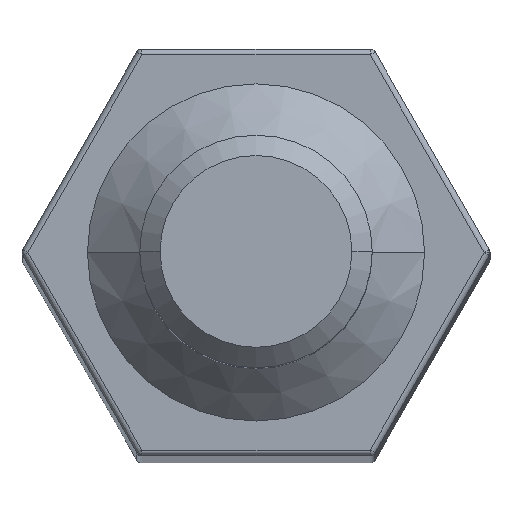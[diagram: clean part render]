
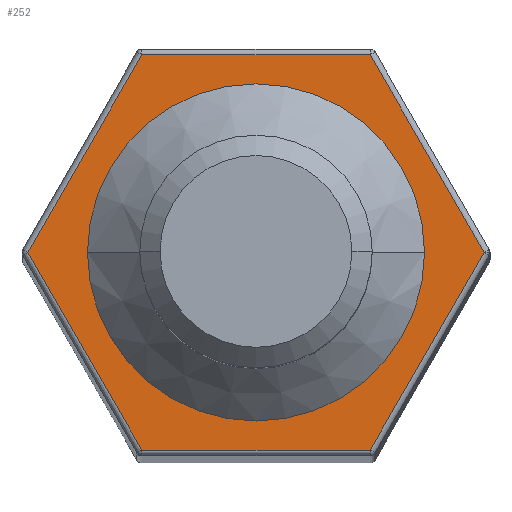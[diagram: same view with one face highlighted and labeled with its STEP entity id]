
A CAD part, top view. The second image highlights one B-rep face of the part: STEP entity #252.
In plain terms, the highlighted planar face has unit normal (0, 0, 1).
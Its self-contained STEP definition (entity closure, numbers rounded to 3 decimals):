
#2 = CARTESIAN_POINT ( 'NONE',  ( 1.934, -3.45, 0. ) ) ;
#10 = VECTOR ( 'NONE', #106, 1000. ) ;
#16 = EDGE_LOOP ( 'NONE', ( #981, #952 ) ) ;
#34 = CIRCLE ( 'NONE', #584, 2.9 ) ;
#57 = LINE ( 'NONE', #2, #10 ) ;
#106 = DIRECTION ( 'NONE',  ( 0.5, 0.866, 0. ) ) ;
#225 = VECTOR ( 'NONE', #276, 1000. ) ;
#231 = CARTESIAN_POINT ( 'NONE',  ( 0., 0., 0. ) ) ;
#241 = LINE ( 'NONE', #280, #225 ) ;
#252 = ADVANCED_FACE ( 'NONE', ( #350, #333 ), #465, .F. ) ;
#276 = DIRECTION ( 'NONE',  ( 1., 0., 0. ) ) ;
#280 = CARTESIAN_POINT ( 'NONE',  ( -4.041, -3.4, 0. ) ) ;
#285 = VECTOR ( 'NONE', #405, 1000. ) ;
#299 = EDGE_CURVE ( 'NONE', #1123, #601, #309, .T. ) ;
#309 = LINE ( 'NONE', #446, #285 ) ;
#333 = FACE_BOUND ( 'NONE', #16, .T. ) ;
#348 = EDGE_CURVE ( 'NONE', #601, #864, #241, .T. ) ;
#350 = FACE_OUTER_BOUND ( 'NONE', #956, .T. ) ;
#401 = AXIS2_PLACEMENT_3D ( 'NONE', #551, #1278, #688 ) ;
#405 = DIRECTION ( 'NONE',  ( 0.5, -0.866, 0. ) ) ;
#421 = CARTESIAN_POINT ( 'NONE',  ( 1.934, 3.45, 0. ) ) ;
#423 = EDGE_CURVE ( 'NONE', #1134, #1184, #34, .T. ) ;
#424 = EDGE_CURVE ( 'NONE', #864, #735, #57, .T. ) ;
#430 = CARTESIAN_POINT ( 'NONE',  ( -4.041, 3.4, 0. ) ) ;
#446 = CARTESIAN_POINT ( 'NONE',  ( -3.955, 0.05, 0. ) ) ;
#452 = DIRECTION ( 'NONE',  ( -1., 0., 0. ) ) ;
#454 = DIRECTION ( 'NONE',  ( 0., 0., -1. ) ) ;
#465 = PLANE ( 'NONE',  #1252 ) ;
#487 = CARTESIAN_POINT ( 'NONE',  ( -4.041, 0., 0. ) ) ;
#529 = EDGE_CURVE ( 'NONE', #1184, #1134, #1072, .T. ) ;
#533 = EDGE_CURVE ( 'NONE', #735, #768, #1002, .T. ) ;
#551 = CARTESIAN_POINT ( 'NONE',  ( 0., 0., 0. ) ) ;
#561 = DIRECTION ( 'NONE',  ( -1., 0., 0. ) ) ;
#573 = EDGE_CURVE ( 'NONE', #768, #1298, #1023, .T. ) ;
#576 = DIRECTION ( 'NONE',  ( -0.5, -0.866, 0. ) ) ;
#584 = AXIS2_PLACEMENT_3D ( 'NONE', #231, #1281, #1096 ) ;
#601 = VERTEX_POINT ( 'NONE', #809 ) ;
#614 = EDGE_CURVE ( 'NONE', #1298, #1123, #828, .T. ) ;
#688 = DIRECTION ( 'NONE',  ( -1., 0., 0. ) ) ;
#719 = CARTESIAN_POINT ( 'NONE',  ( 3.926, 0., 0. ) ) ;
#735 = VERTEX_POINT ( 'NONE', #719 ) ;
#768 = VERTEX_POINT ( 'NONE', #1221 ) ;
#801 = VECTOR ( 'NONE', #576, 1000. ) ;
#808 = ORIENTED_EDGE ( 'NONE', *, *, #533, .T. ) ;
#809 = CARTESIAN_POINT ( 'NONE',  ( -1.963, -3.4, 0. ) ) ;
#811 = ORIENTED_EDGE ( 'NONE', *, *, #573, .T. ) ;
#828 = LINE ( 'NONE', #1203, #801 ) ;
#834 = ORIENTED_EDGE ( 'NONE', *, *, #614, .T. ) ;
#836 = ORIENTED_EDGE ( 'NONE', *, *, #299, .T. ) ;
#837 = ORIENTED_EDGE ( 'NONE', *, *, #348, .T. ) ;
#860 = ORIENTED_EDGE ( 'NONE', *, *, #424, .T. ) ;
#864 = VERTEX_POINT ( 'NONE', #1224 ) ;
#923 = VECTOR ( 'NONE', #561, 1000. ) ;
#928 = CARTESIAN_POINT ( 'NONE',  ( 2.9, 0., 0. ) ) ;
#952 = ORIENTED_EDGE ( 'NONE', *, *, #529, .T. ) ;
#956 = EDGE_LOOP ( 'NONE', ( #808, #811, #834, #836, #837, #860 ) ) ;
#981 = ORIENTED_EDGE ( 'NONE', *, *, #423, .T. ) ;
#987 = VECTOR ( 'NONE', #1104, 1000. ) ;
#1002 = LINE ( 'NONE', #421, #987 ) ;
#1003 = CARTESIAN_POINT ( 'NONE',  ( -3.926, 0., 0. ) ) ;
#1023 = LINE ( 'NONE', #430, #923 ) ;
#1072 = CIRCLE ( 'NONE', #401, 2.9 ) ;
#1096 = DIRECTION ( 'NONE',  ( -1., 0., 0. ) ) ;
#1104 = DIRECTION ( 'NONE',  ( -0.5, 0.866, 0. ) ) ;
#1123 = VERTEX_POINT ( 'NONE', #1003 ) ;
#1134 = VERTEX_POINT ( 'NONE', #1256 ) ;
#1184 = VERTEX_POINT ( 'NONE', #928 ) ;
#1200 = CARTESIAN_POINT ( 'NONE',  ( -1.963, 3.4, 0. ) ) ;
#1203 = CARTESIAN_POINT ( 'NONE',  ( -3.955, -0.05, 0. ) ) ;
#1221 = CARTESIAN_POINT ( 'NONE',  ( 1.963, 3.4, 0. ) ) ;
#1224 = CARTESIAN_POINT ( 'NONE',  ( 1.963, -3.4, 0. ) ) ;
#1252 = AXIS2_PLACEMENT_3D ( 'NONE', #487, #454, #452 ) ;
#1256 = CARTESIAN_POINT ( 'NONE',  ( -2.9, 0., 0. ) ) ;
#1278 = DIRECTION ( 'NONE',  ( 0., 0., -1. ) ) ;
#1281 = DIRECTION ( 'NONE',  ( 0., 0., -1. ) ) ;
#1298 = VERTEX_POINT ( 'NONE', #1200 ) ;
